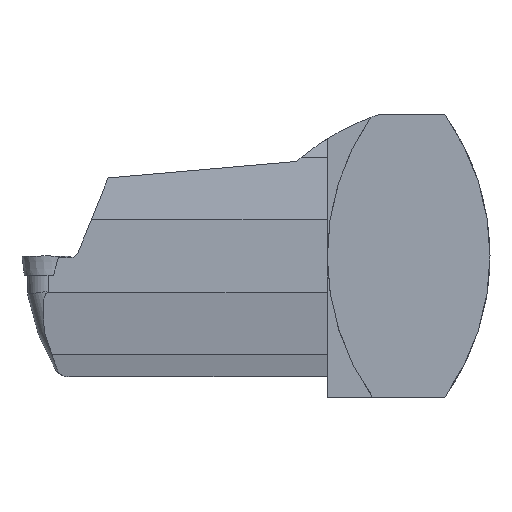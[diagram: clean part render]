
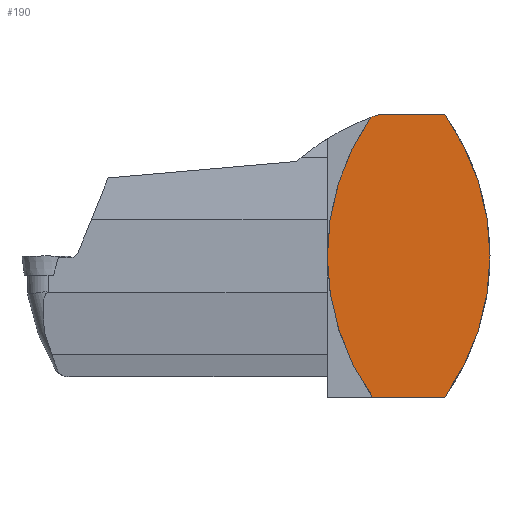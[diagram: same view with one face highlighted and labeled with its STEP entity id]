
A CAD part, top view. The second image highlights one B-rep face of the part: STEP entity #190.
In plain terms, the highlighted planar face has unit normal (0, 0, 1).
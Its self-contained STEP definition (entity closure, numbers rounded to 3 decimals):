
#151=PLANE('',#945);
#190=ADVANCED_FACE('',(#244),#151,.F.);
#244=FACE_OUTER_BOUND('',#276,.T.);
#276=EDGE_LOOP('',(#508,#509,#510,#511,#512,#513));
#326=CIRCLE('',#921,60.25);
#327=CIRCLE('',#923,60.25);
#329=CIRCLE('',#930,60.5);
#330=CIRCLE('',#937,6.5);
#508=ORIENTED_EDGE('',*,*,#683,.F.);
#509=ORIENTED_EDGE('',*,*,#673,.F.);
#510=ORIENTED_EDGE('',*,*,#700,.F.);
#511=ORIENTED_EDGE('',*,*,#691,.F.);
#512=ORIENTED_EDGE('',*,*,#681,.T.);
#513=ORIENTED_EDGE('',*,*,#667,.T.);
#586=VERTEX_POINT('',#1350);
#587=VERTEX_POINT('',#1351);
#590=VERTEX_POINT('',#1361);
#591=VERTEX_POINT('',#1363);
#596=VERTEX_POINT('',#1379);
#599=VERTEX_POINT('',#1397);
#667=EDGE_CURVE('',#586,#587,#751,.T.);
#673=EDGE_CURVE('',#590,#591,#756,.T.);
#681=EDGE_CURVE('',#596,#586,#326,.T.);
#683=EDGE_CURVE('',#591,#587,#327,.T.);
#691=EDGE_CURVE('',#596,#599,#329,.T.);
#700=EDGE_CURVE('',#599,#590,#330,.T.);
#751=LINE('',#1349,#806);
#756=LINE('',#1362,#811);
#806=VECTOR('',#1065,1.);
#811=VECTOR('',#1076,1.);
#921=AXIS2_PLACEMENT_3D('',#1378,#1093,#1094);
#923=AXIS2_PLACEMENT_3D('',#1382,#1098,#1099);
#930=AXIS2_PLACEMENT_3D('',#1396,#1117,#1118);
#937=AXIS2_PLACEMENT_3D('',#1413,#1135,#1136);
#945=AXIS2_PLACEMENT_3D('',#1445,#1153,#1154);
#1065=DIRECTION('',(1.,0.,0.));
#1076=DIRECTION('',(1.,0.,0.));
#1093=DIRECTION('',(0.,0.,1.));
#1094=DIRECTION('',(-1.,0.,0.));
#1098=DIRECTION('',(0.,0.,-1.));
#1099=DIRECTION('',(-1.,0.,0.));
#1117=DIRECTION('',(0.,0.,-1.));
#1118=DIRECTION('',(-1.,0.,0.));
#1135=DIRECTION('',(0.,0.,-1.));
#1136=DIRECTION('',(-1.,0.,0.));
#1153=DIRECTION('',(0.,0.,-1.));
#1154=DIRECTION('',(-1.,0.,0.));
#1349=CARTESIAN_POINT('',(-89.5,-35.,0.));
#1350=CARTESIAN_POINT('',(-9.041,-35.,0.));
#1351=CARTESIAN_POINT('',(8.891,-35.,0.));
#1361=CARTESIAN_POINT('',(-7.6,35.,0.));
#1362=CARTESIAN_POINT('',(-89.5,35.,0.));
#1363=CARTESIAN_POINT('',(8.891,35.,0.));
#1378=CARTESIAN_POINT('',(40.,0.,0.));
#1379=CARTESIAN_POINT('',(-9.5,34.349,0.));
#1382=CARTESIAN_POINT('',(-40.15,0.,0.));
#1396=CARTESIAN_POINT('',(11.651,-22.334,0.));
#1397=CARTESIAN_POINT('',(-8.125,34.843,0.));
#1413=CARTESIAN_POINT('',(-6.,28.7,0.));
#1445=CARTESIAN_POINT('',(0.,0.,0.));
